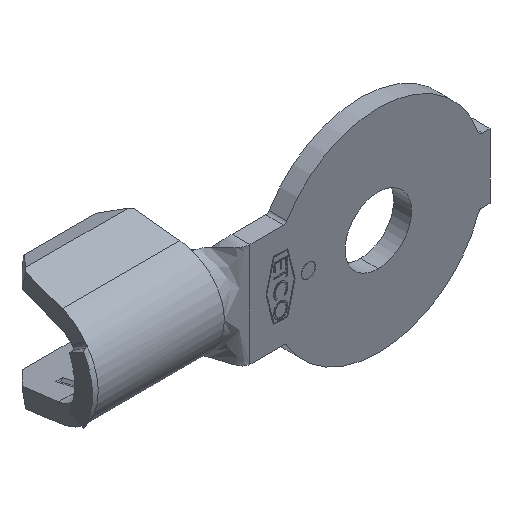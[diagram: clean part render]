
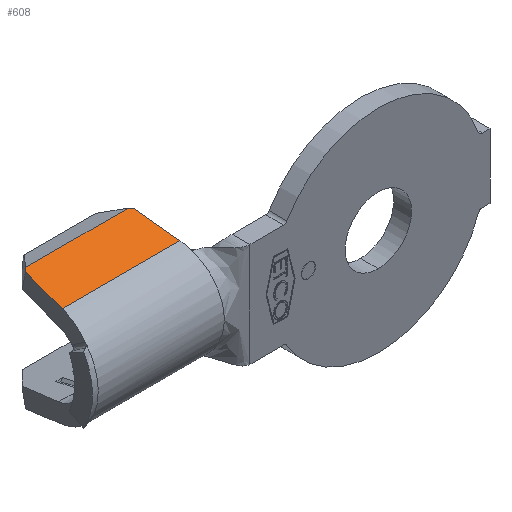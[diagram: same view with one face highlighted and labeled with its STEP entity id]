
A CAD part, isometric view. The second image highlights one B-rep face of the part: STEP entity #608.
In plain terms, the highlighted planar face has unit normal (0, -0.219, 0.976).
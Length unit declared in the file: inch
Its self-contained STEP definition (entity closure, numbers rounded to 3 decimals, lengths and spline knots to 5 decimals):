
#15 = CARTESIAN_POINT ( 'NONE',  ( -0.359, 0.21145, 0.12106 ) ) ;
#126 = ORIENTED_EDGE ( 'NONE', *, *, #3779, .T. ) ;
#160 = LINE ( 'NONE', #1614, #4045 ) ;
#248 = LINE ( 'NONE', #4578, #5130 ) ;
#410 = VECTOR ( 'NONE', #4741, 39.37008 ) ;
#434 = LINE ( 'NONE', #15, #2988 ) ;
#445 = VERTEX_POINT ( 'NONE', #2838 ) ;
#569 = DIRECTION ( 'NONE',  ( -0.707, 0.69, 0.155 ) ) ;
#608 = ADVANCED_FACE ( 'NONE', ( #5451 ), #4969, .T. ) ;
#704 = EDGE_CURVE ( 'NONE', #445, #4841, #248, .T. ) ;
#822 = ORIENTED_EDGE ( 'NONE', *, *, #1016, .F. ) ;
#1016 = EDGE_CURVE ( 'NONE', #4408, #2848, #160, .T. ) ;
#1055 = ORIENTED_EDGE ( 'NONE', *, *, #704, .T. ) ;
#1142 = CARTESIAN_POINT ( 'NONE',  ( -0.49445, 0.07188, 0.08977 ) ) ;
#1335 = EDGE_CURVE ( 'NONE', #3784, #2848, #1947, .T. ) ;
#1614 = CARTESIAN_POINT ( 'NONE',  ( -0.28583, 0.09351, 0.09462 ) ) ;
#1652 = CARTESIAN_POINT ( 'NONE',  ( -0.49452, 0.07113, 0.0896 ) ) ;
#1947 = LINE ( 'NONE', #4612, #410 ) ;
#2028 = LINE ( 'NONE', #5197, #6017 ) ;
#2273 = LINE ( 'NONE', #1652, #2420 ) ;
#2417 = CARTESIAN_POINT ( 'NONE',  ( -0.28355, 0.07188, 0.08977 ) ) ;
#2420 = VECTOR ( 'NONE', #4613, 39.37008 ) ;
#2580 = VERTEX_POINT ( 'NONE', #4981 ) ;
#2787 = CARTESIAN_POINT ( 'NONE',  ( -0.29128, 0.14538, 0.10625 ) ) ;
#2838 = CARTESIAN_POINT ( 'NONE',  ( -0.481, 0.15096, 0.1075 ) ) ;
#2848 = VERTEX_POINT ( 'NONE', #2417 ) ;
#2988 = VECTOR ( 'NONE', #569, 39.37008 ) ;
#3015 = DIRECTION ( 'NONE',  ( 0., -0.219, 0.976 ) ) ;
#3081 = CARTESIAN_POINT ( 'NONE',  ( -0.48672, 0.14538, 0.10625 ) ) ;
#3535 = DIRECTION ( 'NONE',  ( -0.707, -0.69, -0.155 ) ) ;
#3555 = EDGE_LOOP ( 'NONE', ( #822, #126, #6058, #1055, #4076, #4619 ) ) ;
#3779 = EDGE_CURVE ( 'NONE', #4408, #2580, #434, .T. ) ;
#3784 = VERTEX_POINT ( 'NONE', #1142 ) ;
#4045 = VECTOR ( 'NONE', #4571, 39.37008 ) ;
#4076 = ORIENTED_EDGE ( 'NONE', *, *, #4909, .F. ) ;
#4408 = VERTEX_POINT ( 'NONE', #2787 ) ;
#4571 = DIRECTION ( 'NONE',  ( 0.102, -0.971, -0.218 ) ) ;
#4578 = CARTESIAN_POINT ( 'NONE',  ( -0.53203, 0.10118, 0.09634 ) ) ;
#4612 = CARTESIAN_POINT ( 'NONE',  ( -0.502, 0.07188, 0.08977 ) ) ;
#4613 = DIRECTION ( 'NONE',  ( 0.102, 0.971, 0.218 ) ) ;
#4619 = ORIENTED_EDGE ( 'NONE', *, *, #1335, .T. ) ;
#4741 = DIRECTION ( 'NONE',  ( 1., 0., 0. ) ) ;
#4841 = VERTEX_POINT ( 'NONE', #3081 ) ;
#4909 = EDGE_CURVE ( 'NONE', #3784, #4841, #2273, .T. ) ;
#4969 = PLANE ( 'NONE',  #6298 ) ;
#4981 = CARTESIAN_POINT ( 'NONE',  ( -0.297, 0.15096, 0.1075 ) ) ;
#5130 = VECTOR ( 'NONE', #3535, 39.37008 ) ;
#5197 = CARTESIAN_POINT ( 'NONE',  ( -0.502, 0.15096, 0.1075 ) ) ;
#5298 = EDGE_CURVE ( 'NONE', #445, #2580, #2028, .T. ) ;
#5451 = FACE_OUTER_BOUND ( 'NONE', #3555, .T. ) ;
#5721 = DIRECTION ( 'NONE',  ( 1., 0., 0. ) ) ;
#6003 = CARTESIAN_POINT ( 'NONE',  ( -0.502, 0.07188, 0.08977 ) ) ;
#6017 = VECTOR ( 'NONE', #5721, 39.37008 ) ;
#6058 = ORIENTED_EDGE ( 'NONE', *, *, #5298, .F. ) ;
#6298 = AXIS2_PLACEMENT_3D ( 'NONE', #6003, #3015, #6507 ) ;
#6507 = DIRECTION ( 'NONE',  ( 0., -0.976, -0.219 ) ) ;
